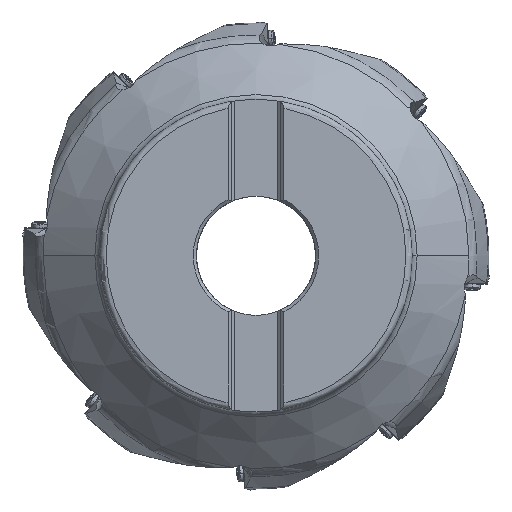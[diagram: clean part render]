
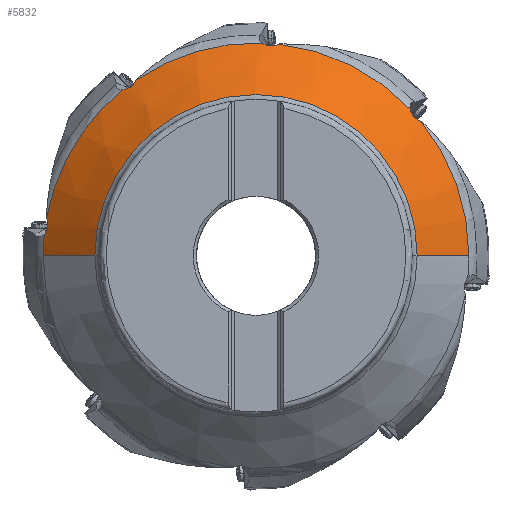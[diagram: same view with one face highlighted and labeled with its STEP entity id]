
A CAD part, top view. The second image highlights one B-rep face of the part: STEP entity #5832.
In plain terms, the highlighted conical face has half-angle 47 degrees and reference radius 59.867 mm.
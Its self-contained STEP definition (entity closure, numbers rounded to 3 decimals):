
#372=CONICAL_SURFACE('',#23220,59.867,47.);
#657=B_SPLINE_CURVE_WITH_KNOTS('',3,(#33544,#33545,#33546,#33547,#33548,
#33549,#33550,#33551,#33552,#33553,#33554,#33555,#33556,#33557,#33558,#33559),
 .UNSPECIFIED.,.F.,.F.,(4,3,3,3,3,4),(0.,0.214,0.427,
0.641,0.867,1.),.UNSPECIFIED.);
#689=B_SPLINE_CURVE_WITH_KNOTS('',3,(#33984,#33985,#33986,#33987,#33988,
#33989,#33990,#33991,#33992,#33993,#33994,#33995,#33996,#33997,#33998,#33999),
 .UNSPECIFIED.,.F.,.F.,(4,3,3,3,3,4),(0.,0.214,0.427,
0.641,0.867,1.),.UNSPECIFIED.);
#690=B_SPLINE_CURVE_WITH_KNOTS('',3,(#34003,#34004,#34005,#34006,#34007,
#34008,#34009,#34010,#34011,#34012,#34013,#34014,#34015,#34016,#34017,#34018),
 .UNSPECIFIED.,.F.,.F.,(4,3,3,3,3,4),(0.,0.214,0.427,
0.641,0.867,1.),.UNSPECIFIED.);
#691=B_SPLINE_CURVE_WITH_KNOTS('',3,(#34024,#34025,#34026,#34027,#34028,
#34029,#34030,#34031,#34032,#34033,#34034,#34035,#34036,#34037,#34038,#34039),
 .UNSPECIFIED.,.F.,.F.,(4,3,3,3,3,4),(0.,0.214,0.427,
0.641,0.867,1.),.UNSPECIFIED.);
#1873=LINE('',#33975,#3273);
#1874=LINE('',#33979,#3274);
#3273=VECTOR('',#25949,1.);
#3274=VECTOR('',#25952,1.);
#4730=FACE_OUTER_BOUND('',#7648,.T.);
#5832=ADVANCED_FACE('',(#4730),#372,.T.);
#7648=EDGE_LOOP('',(#9434,#9435,#9436,#9437,#9438,#9439,#9440,#9441,#9442,
#9443,#9444,#9445));
#9434=ORIENTED_EDGE('',*,*,#18167,.T.);
#9435=ORIENTED_EDGE('',*,*,#18168,.F.);
#9436=ORIENTED_EDGE('',*,*,#18169,.T.);
#9437=ORIENTED_EDGE('',*,*,#18170,.F.);
#9438=ORIENTED_EDGE('',*,*,#18171,.T.);
#9439=ORIENTED_EDGE('',*,*,#18089,.F.);
#9440=ORIENTED_EDGE('',*,*,#18144,.T.);
#9441=ORIENTED_EDGE('',*,*,#18166,.F.);
#9442=ORIENTED_EDGE('',*,*,#18172,.T.);
#9443=ORIENTED_EDGE('',*,*,#18164,.F.);
#9444=ORIENTED_EDGE('',*,*,#18173,.T.);
#9445=ORIENTED_EDGE('',*,*,#18174,.F.);
#15778=VERTEX_POINT('',#33542);
#15780=VERTEX_POINT('',#33560);
#15811=VERTEX_POINT('',#33821);
#15828=VERTEX_POINT('',#33974);
#15829=VERTEX_POINT('',#33976);
#15830=VERTEX_POINT('',#33978);
#15831=VERTEX_POINT('',#33982);
#15832=VERTEX_POINT('',#33983);
#15833=VERTEX_POINT('',#34000);
#15834=VERTEX_POINT('',#34002);
#15835=VERTEX_POINT('',#34019);
#15836=VERTEX_POINT('',#34023);
#18089=EDGE_CURVE('',#15778,#15780,#657,.T.);
#18144=EDGE_CURVE('',#15778,#15811,#21211,.T.);
#18164=EDGE_CURVE('',#15828,#15829,#1873,.T.);
#18166=EDGE_CURVE('',#15830,#15811,#1874,.T.);
#18167=EDGE_CURVE('',#15831,#15832,#21219,.T.);
#18168=EDGE_CURVE('',#15833,#15832,#689,.T.);
#18169=EDGE_CURVE('',#15833,#15834,#21220,.T.);
#18170=EDGE_CURVE('',#15835,#15834,#690,.T.);
#18171=EDGE_CURVE('',#15835,#15780,#21221,.T.);
#18172=EDGE_CURVE('',#15830,#15829,#21222,.T.);
#18173=EDGE_CURVE('',#15828,#15836,#21223,.T.);
#18174=EDGE_CURVE('',#15831,#15836,#691,.T.);
#21211=CIRCLE('',#23201,68.144);
#21219=CIRCLE('',#23215,68.144);
#21220=CIRCLE('',#23216,68.144);
#21221=CIRCLE('',#23217,68.144);
#21222=CIRCLE('',#23218,51.59);
#21223=CIRCLE('',#23219,68.144);
#23201=AXIS2_PLACEMENT_3D('',#33823,#25925,#25926);
#23215=AXIS2_PLACEMENT_3D('',#33981,#25955,#25956);
#23216=AXIS2_PLACEMENT_3D('',#34001,#25957,#25958);
#23217=AXIS2_PLACEMENT_3D('',#34020,#25959,#25960);
#23218=AXIS2_PLACEMENT_3D('',#34021,#25961,#25962);
#23219=AXIS2_PLACEMENT_3D('',#34022,#25963,#25964);
#23220=AXIS2_PLACEMENT_3D('',#34040,#25965,#25966);
#25925=DIRECTION('',(0.,0.,1.));
#25926=DIRECTION('',(-0.995,0.102,0.));
#25949=DIRECTION('',(-0.731,0.,0.682));
#25952=DIRECTION('',(-0.731,0.,-0.682));
#25955=DIRECTION('',(0.,0.,1.));
#25956=DIRECTION('',(0.724,0.69,0.));
#25957=DIRECTION('',(0.,0.,1.));
#25958=DIRECTION('',(0.03,1.,0.));
#25959=DIRECTION('',(0.,0.,1.));
#25960=DIRECTION('',(-0.626,0.78,0.));
#25961=DIRECTION('',(0.,0.,-1.));
#25962=DIRECTION('',(-1.,0.,0.));
#25963=DIRECTION('',(0.,0.,1.));
#25964=DIRECTION('',(1.,0.,0.));
#25965=DIRECTION('',(0.,0.,-1.));
#25966=DIRECTION('',(1.,0.,0.));
#33542=CARTESIAN_POINT('',(-67.79,6.939,-34.919));
#33544=CARTESIAN_POINT('',(-67.79,6.939,-34.919));
#33545=CARTESIAN_POINT('',(-67.544,7.206,-34.717));
#33546=CARTESIAN_POINT('',(-67.324,7.53,-34.546));
#33547=CARTESIAN_POINT('',(-67.15,7.886,-34.423));
#33548=CARTESIAN_POINT('',(-66.975,8.243,-34.299));
#33549=CARTESIAN_POINT('',(-66.84,8.641,-34.221));
#33550=CARTESIAN_POINT('',(-66.754,9.046,-34.192));
#33551=CARTESIAN_POINT('',(-66.668,9.453,-34.164));
#33552=CARTESIAN_POINT('',(-66.629,9.879,-34.184));
#33553=CARTESIAN_POINT('',(-66.636,10.291,-34.25));
#33554=CARTESIAN_POINT('',(-66.644,10.724,-34.319));
#33555=CARTESIAN_POINT('',(-66.703,11.154,-34.438));
#33556=CARTESIAN_POINT('',(-66.806,11.551,-34.596));
#33557=CARTESIAN_POINT('',(-66.868,11.787,-34.691));
#33558=CARTESIAN_POINT('',(-66.946,12.015,-34.799));
#33559=CARTESIAN_POINT('',(-67.038,12.229,-34.919));
#33560=CARTESIAN_POINT('',(-67.038,12.229,-34.919));
#33821=CARTESIAN_POINT('',(-68.144,0.,-34.919));
#33823=CARTESIAN_POINT('',(0.,0.,-34.919));
#33974=CARTESIAN_POINT('',(68.144,0.,-34.919));
#33975=CARTESIAN_POINT('',(68.144,0.,-34.919));
#33976=CARTESIAN_POINT('',(51.59,0.,-19.483));
#33978=CARTESIAN_POINT('',(-51.59,0.,-19.483));
#33979=CARTESIAN_POINT('',(-51.59,0.,-19.483));
#33981=CARTESIAN_POINT('',(0.,0.,-34.919));
#33982=CARTESIAN_POINT('',(49.302,47.041,-34.919));
#33983=CARTESIAN_POINT('',(7.404,67.74,-34.919));
#33984=CARTESIAN_POINT('',(2.074,68.112,-34.919));
#33985=CARTESIAN_POINT('',(2.358,67.886,-34.717));
#33986=CARTESIAN_POINT('',(2.697,67.69,-34.546));
#33987=CARTESIAN_POINT('',(3.065,67.542,-34.423));
#33988=CARTESIAN_POINT('',(3.433,67.393,-34.299));
#33989=CARTESIAN_POINT('',(3.84,67.287,-34.221));
#33990=CARTESIAN_POINT('',(4.25,67.23,-34.192));
#33991=CARTESIAN_POINT('',(4.663,67.173,-34.164));
#33992=CARTESIAN_POINT('',(5.09,67.164,-34.184));
#33993=CARTESIAN_POINT('',(5.5,67.201,-34.25));
#33994=CARTESIAN_POINT('',(5.932,67.24,-34.319));
#33995=CARTESIAN_POINT('',(6.356,67.33,-34.438));
#33996=CARTESIAN_POINT('',(6.745,67.461,-34.596));
#33997=CARTESIAN_POINT('',(6.976,67.54,-34.691));
#33998=CARTESIAN_POINT('',(7.197,67.633,-34.799));
#33999=CARTESIAN_POINT('',(7.404,67.74,-34.919));
#34000=CARTESIAN_POINT('',(2.074,68.112,-34.919));
#34001=CARTESIAN_POINT('',(0.,0.,-34.919));
#34002=CARTESIAN_POINT('',(-38.364,56.319,-34.919));
#34003=CARTESIAN_POINT('',(-42.658,53.14,-34.919));
#34004=CARTESIAN_POINT('',(-42.295,53.152,-34.717));
#34005=CARTESIAN_POINT('',(-41.91,53.224,-34.546));
#34006=CARTESIAN_POINT('',(-41.534,53.35,-34.423));
#34007=CARTESIAN_POINT('',(-41.157,53.475,-34.299));
#34008=CARTESIAN_POINT('',(-40.779,53.659,-34.221));
#34009=CARTESIAN_POINT('',(-40.43,53.882,-34.192));
#34010=CARTESIAN_POINT('',(-40.08,54.107,-34.164));
#34011=CARTESIAN_POINT('',(-39.75,54.378,-34.184));
#34012=CARTESIAN_POINT('',(-39.461,54.672,-34.25));
#34013=CARTESIAN_POINT('',(-39.158,54.982,-34.319));
#34014=CARTESIAN_POINT('',(-38.894,55.326,-34.438));
#34015=CARTESIAN_POINT('',(-38.684,55.678,-34.596));
#34016=CARTESIAN_POINT('',(-38.559,55.888,-34.691));
#34017=CARTESIAN_POINT('',(-38.451,56.103,-34.799));
#34018=CARTESIAN_POINT('',(-38.364,56.319,-34.919));
#34019=CARTESIAN_POINT('',(-42.658,53.14,-34.919));
#34020=CARTESIAN_POINT('',(0.,0.,-34.919));
#34021=CARTESIAN_POINT('',(0.,0.,-19.483));
#34022=CARTESIAN_POINT('',(0.,0.,-34.919));
#34023=CARTESIAN_POINT('',(52.836,43.034,-34.919));
#34024=CARTESIAN_POINT('',(49.302,47.041,-34.919));
#34025=CARTESIAN_POINT('',(49.345,46.681,-34.717));
#34026=CARTESIAN_POINT('',(49.45,46.303,-34.546));
#34027=CARTESIAN_POINT('',(49.607,45.939,-34.423));
#34028=CARTESIAN_POINT('',(49.764,45.575,-34.299));
#34029=CARTESIAN_POINT('',(49.979,45.214,-34.221));
#34030=CARTESIAN_POINT('',(50.232,44.885,-34.192));
#34031=CARTESIAN_POINT('',(50.486,44.555,-34.164));
#34032=CARTESIAN_POINT('',(50.784,44.249,-34.184));
#34033=CARTESIAN_POINT('',(51.102,43.987,-34.25));
#34034=CARTESIAN_POINT('',(51.436,43.711,-34.319));
#34035=CARTESIAN_POINT('',(51.802,43.477,-34.438));
#34036=CARTESIAN_POINT('',(52.171,43.298,-34.596));
#34037=CARTESIAN_POINT('',(52.39,43.192,-34.691));
#34038=CARTESIAN_POINT('',(52.614,43.103,-34.799));
#34039=CARTESIAN_POINT('',(52.836,43.034,-34.919));
#34040=CARTESIAN_POINT('',(0.,0.,-27.201));
